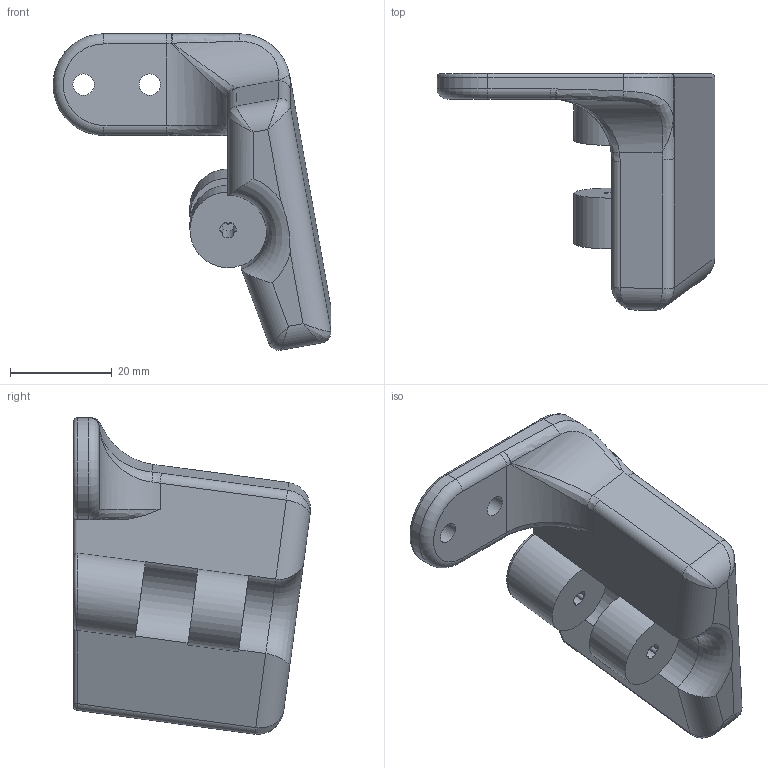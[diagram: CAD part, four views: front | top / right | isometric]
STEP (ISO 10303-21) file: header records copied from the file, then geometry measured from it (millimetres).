
FILE_DESCRIPTION(/* description */ ('STEP AP242','CAx-IF Rec.Pracs.---Representation and Presentation of Product Manufacturing Information (PMI)---4.0---2014-10-13','CAx-IF Rec.Pracs.---3D Tessellated Geometry---0.4---2014-09-14','2;1'),/* implementation_level */ '2;1');
FILE_NAME(/* name */ '687161fa8a143a5e0a53d986',/* time_stamp */ '2025-07-11T19:11:55Z',/* author */ (''),/* organization */ (''),/* preprocessor_version */ 'ST-DEVELOPER v20',/* originating_system */ 'ONSHAPE BY PTC INC, 1.200',/* authorisation */ ' ');
FILE_SCHEMA (('AP242_MANAGED_MODEL_BASED_3D_ENGINEERING_MIM_LF { 1 0 10303 442 1 1 4 }'));
Length unit declared in the file: metre
Products named in the file (1): Part 36
Bounding box: 54.58 x 46.53 x 62.17 mm (x, y, z)
Volume: 34778.1 mm3; surface area: 9323.9 mm2
Topology: 1 solids, 1 shells, 82 faces, 208 edges, 124 vertices
Faces by surface type: cylinder 42, plane 17, bspline 17, torus 5, sphere 1
Full cylindrical faces by diameter (mm): 4.2 x2
Entity records: 2753 total; most frequent: CARTESIAN_POINT 822, DIRECTION 407, ORIENTED_EDGE 402, EDGE_CURVE 201, AXIS2_PLACEMENT_3D 166, VERTEX_POINT 124, EDGE_LOOP 91, FACE_BOUND 91
